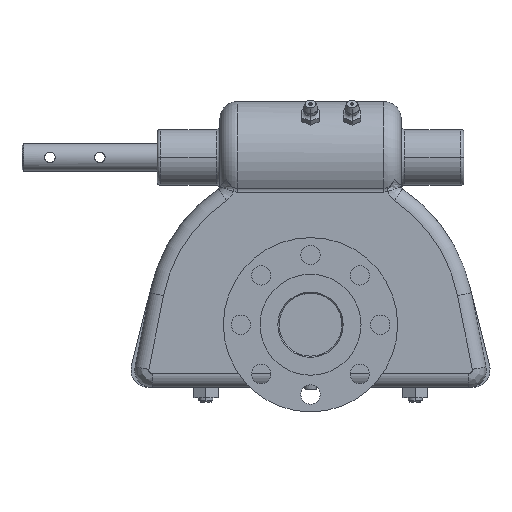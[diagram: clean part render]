
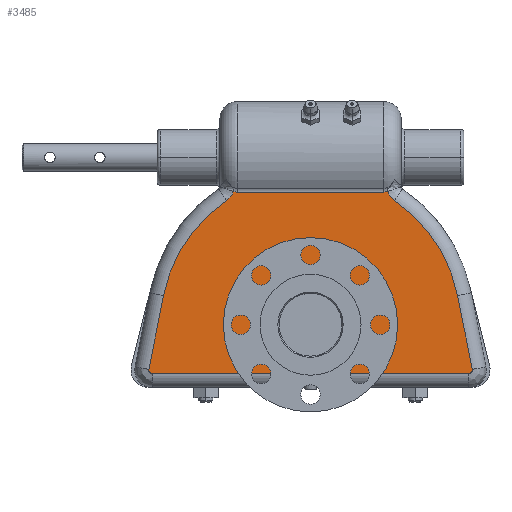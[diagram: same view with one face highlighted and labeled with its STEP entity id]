
A CAD part, front view. The second image highlights one B-rep face of the part: STEP entity #3485.
In plain terms, the highlighted planar face has unit normal (0, -1, 0).
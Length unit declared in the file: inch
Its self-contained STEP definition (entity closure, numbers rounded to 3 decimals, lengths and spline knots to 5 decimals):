
#1=CARTESIAN_POINT('',(0.,6.44,-3.008));
#2=DIRECTION('',(0.,-1.,0.));
#3=DIRECTION('',(0.981,0.,0.195));
#4=AXIS2_PLACEMENT_3D('',#1,#2,#3);
#6=DIRECTION('',(-0.195,0.,0.981));
#7=VECTOR('',#6,1.35044);
#8=CARTESIAN_POINT('',(2.89928,6.44,-3.80831));
#9=LINE('',#8,#7);
#10=CARTESIAN_POINT('',(2.83798,6.44,-3.8205));
#11=DIRECTION('',(0.,-1.,0.));
#12=DIRECTION('',(0.,0.,-1.));
#13=AXIS2_PLACEMENT_3D('',#10,#11,#12);
#15=DIRECTION('',(1.,0.,0.));
#16=VECTOR('',#15,2.23526);
#17=CARTESIAN_POINT('',(0.60272,6.44,-3.883));
#18=LINE('',#17,#16);
#19=CARTESIAN_POINT('',(0.,6.44,-3.008));
#20=DIRECTION('',(0.,-1.,0.));
#21=DIRECTION('',(0.567,0.,-0.824));
#22=AXIS2_PLACEMENT_3D('',#19,#20,#21);
#24=CARTESIAN_POINT('',(0.,6.44,-3.008));
#25=DIRECTION('',(0.,-1.,0.));
#26=DIRECTION('',(1.,0.,0.));
#27=AXIS2_PLACEMENT_3D('',#24,#25,#26);
#29=CARTESIAN_POINT('',(0.,6.44,-3.008));
#30=DIRECTION('',(0.,-1.,0.));
#31=DIRECTION('',(-1.,0.,0.));
#32=AXIS2_PLACEMENT_3D('',#29,#30,#31);
#34=DIRECTION('',(1.,0.,0.));
#35=VECTOR('',#34,2.23526);
#36=CARTESIAN_POINT('',(-2.83798,6.44,-3.883));
#37=LINE('',#36,#35);
#38=CARTESIAN_POINT('',(-2.83798,6.44,-3.8205));
#39=DIRECTION('',(0.,-1.,0.));
#40=DIRECTION('',(-0.981,0.,0.195));
#41=AXIS2_PLACEMENT_3D('',#38,#39,#40);
#43=DIRECTION('',(-0.195,0.,-0.981));
#44=VECTOR('',#43,1.35044);
#45=CARTESIAN_POINT('',(-2.63588,6.44,-2.48381));
#46=LINE('',#45,#44);
#47=CARTESIAN_POINT('',(0.,6.44,-3.008));
#48=DIRECTION('',(0.,-1.,0.));
#49=DIRECTION('',(-0.56,0.,0.829));
#50=AXIS2_PLACEMENT_3D('',#47,#48,#49);
#52=CARTESIAN_POINT('',(-1.38071,6.44,-0.62012));
#53=CARTESIAN_POINT('',(-1.3885,6.44,-0.64227));
#54=CARTESIAN_POINT('',(-1.40829,6.44,-0.6837));
#55=CARTESIAN_POINT('',(-1.45096,6.44,-0.73902));
#56=CARTESIAN_POINT('',(-1.48574,6.44,-0.76841));
#57=CARTESIAN_POINT('',(-1.50497,6.44,-0.7814));
#59=CARTESIAN_POINT('',(-1.38071,6.44,-0.62012));
#60=CARTESIAN_POINT('',(-1.36912,6.44,-0.62347));
#61=CARTESIAN_POINT('',(-1.34612,6.44,-0.62834));
#62=CARTESIAN_POINT('',(-1.32363,6.44,-0.62986));
#63=CARTESIAN_POINT('',(-1.3125,6.44,-0.62987));
#65=DIRECTION('',(1.,0.,0.));
#66=VECTOR('',#65,2.625);
#67=CARTESIAN_POINT('',(-1.3125,6.44,-0.62987));
#68=LINE('',#67,#66);
#69=CARTESIAN_POINT('',(1.3125,6.44,-0.62987));
#70=CARTESIAN_POINT('',(1.32376,6.44,-0.62987));
#71=CARTESIAN_POINT('',(1.34639,6.44,-0.62831));
#72=CARTESIAN_POINT('',(1.36926,6.44,-0.62342));
#73=CARTESIAN_POINT('',(1.38073,6.44,-0.62011));
#75=CARTESIAN_POINT('',(1.50497,6.44,-0.7814));
#76=CARTESIAN_POINT('',(1.48575,6.44,-0.76841));
#77=CARTESIAN_POINT('',(1.45097,6.44,-0.73903));
#78=CARTESIAN_POINT('',(1.40827,6.44,-0.68369));
#79=CARTESIAN_POINT('',(1.38851,6.44,-0.64225));
#80=CARTESIAN_POINT('',(1.38073,6.44,-0.62011));
#1303=CARTESIAN_POINT('',(-0.60272,6.44,
-3.883));
#1501=CARTESIAN_POINT('',(-1.38071,6.44,
-0.62012));
#1508=CARTESIAN_POINT('',(1.38073,6.44,
-0.62011));
#2875=CARTESIAN_POINT('',(1.0625,6.44,-3.008));
#2876=CARTESIAN_POINT('',(-1.0625,6.44,-3.008));
#2877=VERTEX_POINT('',#2875);
#2878=VERTEX_POINT('',#2876);
#2925=CARTESIAN_POINT('',(-1.3125,6.44,
-0.62987));
#2926=CARTESIAN_POINT('',(1.3125,6.44,
-0.62987));
#2927=VERTEX_POINT('',#2925);
#2928=VERTEX_POINT('',#2926);
#2935=VERTEX_POINT('',#1508);
#2936=CARTESIAN_POINT('',(2.63588,6.44,-2.48381));
#2937=CARTESIAN_POINT('',(1.50497,6.44,-0.7814));
#2938=VERTEX_POINT('',#2936);
#2939=VERTEX_POINT('',#2937);
#2944=CARTESIAN_POINT('',(2.89928,6.44,-3.80831));
#2945=VERTEX_POINT('',#2944);
#2948=CARTESIAN_POINT('',(2.83798,6.44,-3.883));
#2949=VERTEX_POINT('',#2948);
#2952=CARTESIAN_POINT('',(0.60272,6.44,
-3.883));
#2953=VERTEX_POINT('',#2952);
#2956=VERTEX_POINT('',#1303);
#2958=CARTESIAN_POINT('',(-2.83798,6.44,-3.883));
#2959=VERTEX_POINT('',#2958);
#2962=CARTESIAN_POINT('',(-2.89928,6.44,-3.80831));
#2963=VERTEX_POINT('',#2962);
#2966=CARTESIAN_POINT('',(-2.63588,6.44,-2.48381));
#2967=VERTEX_POINT('',#2966);
#2970=CARTESIAN_POINT('',(-1.50497,6.44,-0.7814));
#2971=VERTEX_POINT('',#2970);
#2975=VERTEX_POINT('',#1501);
#3446=CARTESIAN_POINT('',(0.,6.44,-3.008));
#3447=DIRECTION('',(0.,1.,0.));
#3448=DIRECTION('',(-1.,0.,0.));
#3449=AXIS2_PLACEMENT_3D('',#3446,#3447,#3448);
#3450=PLANE('',#3449);
#3452=ORIENTED_EDGE('',*,*,#3451,.F.);
#3454=ORIENTED_EDGE('',*,*,#3453,.F.);
#3456=ORIENTED_EDGE('',*,*,#3455,.F.);
#3458=ORIENTED_EDGE('',*,*,#3457,.F.);
#3460=ORIENTED_EDGE('',*,*,#3459,.T.);
#3462=ORIENTED_EDGE('',*,*,#3461,.T.);
#3464=ORIENTED_EDGE('',*,*,#3463,.T.);
#3466=ORIENTED_EDGE('',*,*,#3465,.F.);
#3468=ORIENTED_EDGE('',*,*,#3467,.F.);
#3470=ORIENTED_EDGE('',*,*,#3469,.F.);
#3472=ORIENTED_EDGE('',*,*,#3471,.F.);
#3474=ORIENTED_EDGE('',*,*,#3473,.F.);
#3476=ORIENTED_EDGE('',*,*,#3475,.T.);
#3478=ORIENTED_EDGE('',*,*,#3477,.T.);
#3480=ORIENTED_EDGE('',*,*,#3479,.T.);
#3482=ORIENTED_EDGE('',*,*,#3481,.F.);
#3483=EDGE_LOOP('',(#3452,#3454,#3456,#3458,#3460,#3462,#3464,#3466,#3468,#3470,
#3472,#3474,#3476,#3478,#3480,#3482));
#3484=FACE_OUTER_BOUND('',#3483,.F.);
#5=CIRCLE('',#4,2.6875);
#14=CIRCLE('',#13,0.0625);
#23=CIRCLE('',#22,1.0625);
#28=CIRCLE('',#27,1.0625);
#33=CIRCLE('',#32,1.0625);
#42=CIRCLE('',#41,0.0625);
#51=CIRCLE('',#50,2.6875);
#58=B_SPLINE_CURVE_WITH_KNOTS('',3,(#52,#53,#54,#55,#56,#57),.UNSPECIFIED.,.F.,
.F.,(4,1,1,4),(0.,0.33333,0.66667,1.),.UNSPECIFIED.);
#64=B_SPLINE_CURVE_WITH_KNOTS('',3,(#59,#60,#61,#62,#63),.UNSPECIFIED.,.F.,.F.,(
4,1,4),(0.,0.5,1.),.UNSPECIFIED.);
#74=B_SPLINE_CURVE_WITH_KNOTS('',3,(#69,#70,#71,#72,#73),.UNSPECIFIED.,.F.,.F.,(
4,1,4),(0.,0.5,1.),.UNSPECIFIED.);
#81=B_SPLINE_CURVE_WITH_KNOTS('',3,(#75,#76,#77,#78,#79,#80),.UNSPECIFIED.,.F.,
.F.,(4,1,1,4),(0.,0.33333,0.66667,1.),.UNSPECIFIED.);
#3451=EDGE_CURVE('',#2938,#2939,#5,.T.);
#3453=EDGE_CURVE('',#2945,#2938,#9,.T.);
#3455=EDGE_CURVE('',#2949,#2945,#14,.T.);
#3457=EDGE_CURVE('',#2953,#2949,#18,.T.);
#3459=EDGE_CURVE('',#2953,#2877,#23,.T.);
#3461=EDGE_CURVE('',#2877,#2878,#28,.T.);
#3463=EDGE_CURVE('',#2878,#2956,#33,.T.);
#3465=EDGE_CURVE('',#2959,#2956,#37,.T.);
#3467=EDGE_CURVE('',#2963,#2959,#42,.T.);
#3469=EDGE_CURVE('',#2967,#2963,#46,.T.);
#3471=EDGE_CURVE('',#2971,#2967,#51,.T.);
#3473=EDGE_CURVE('',#2975,#2971,#58,.T.);
#3475=EDGE_CURVE('',#2975,#2927,#64,.T.);
#3477=EDGE_CURVE('',#2927,#2928,#68,.T.);
#3479=EDGE_CURVE('',#2928,#2935,#74,.T.);
#3481=EDGE_CURVE('',#2939,#2935,#81,.T.);
#3485=ADVANCED_FACE('',(#3484),#3450,.F.);
